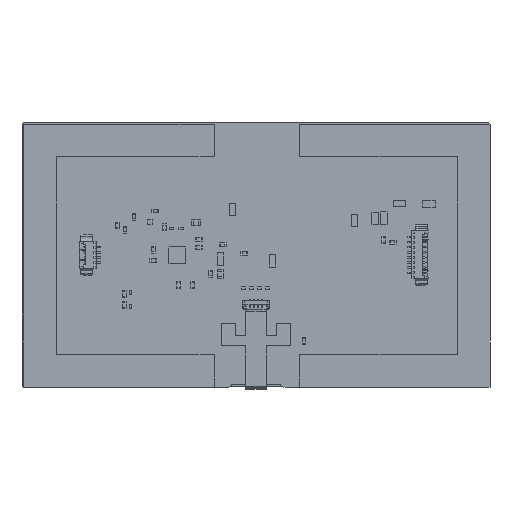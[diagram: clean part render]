
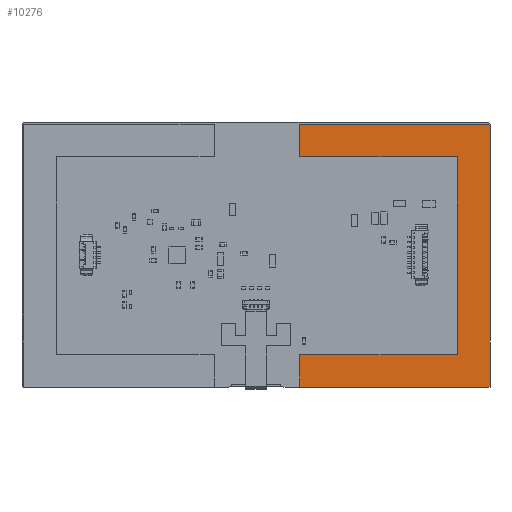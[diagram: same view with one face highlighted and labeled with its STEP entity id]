
A CAD part, front view. The second image highlights one B-rep face of the part: STEP entity #10276.
In plain terms, the highlighted face is planar.
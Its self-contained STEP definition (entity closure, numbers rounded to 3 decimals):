
#2928 = CARTESIAN_POINT ( 'NONE',  ( 57.3, 0.05, -32.3 ) ) ;
#4007 = LINE ( 'NONE', #36371, #41212 ) ;
#5089 = CARTESIAN_POINT ( 'NONE',  ( -49.3, 0.05, 24.3 ) ) ;
#5228 = DIRECTION ( 'NONE',  ( 1., 0., 0. ) ) ;
#6179 = CARTESIAN_POINT ( 'NONE',  ( 10.5, 0.05, -24.3 ) ) ;
#7067 = EDGE_CURVE ( 'NONE', #17394, #35532, #44498, .T. ) ;
#10240 = DIRECTION ( 'NONE',  ( -1., 0., 0. ) ) ;
#10276 = ADVANCED_FACE ( 'NONE', ( #16925 ), #29220, .T. ) ;
#11000 = CARTESIAN_POINT ( 'NONE',  ( 49.3, 0.05, 24.3 ) ) ;
#12506 = CARTESIAN_POINT ( 'NONE',  ( 57.3, 0.05, 32.3 ) ) ;
#13400 = CARTESIAN_POINT ( 'NONE',  ( 57.3, 0.05, -32.3 ) ) ;
#14031 = VERTEX_POINT ( 'NONE', #15953 ) ;
#14474 = ORIENTED_EDGE ( 'NONE', *, *, #34296, .T. ) ;
#14660 = CARTESIAN_POINT ( 'NONE',  ( 10.5, 0.05, 24.3 ) ) ;
#14831 = EDGE_LOOP ( 'NONE', ( #43117, #14474, #27398, #20769, #15750, #28328, #37327, #19076 ) ) ;
#15750 = ORIENTED_EDGE ( 'NONE', *, *, #40223, .F. ) ;
#15806 = VECTOR ( 'NONE', #42115, 1000. ) ;
#15953 = CARTESIAN_POINT ( 'NONE',  ( 57.3, 0.05, 32.3 ) ) ;
#16081 = VECTOR ( 'NONE', #34869, 1000. ) ;
#16925 = FACE_OUTER_BOUND ( 'NONE', #14831, .T. ) ;
#17394 = VERTEX_POINT ( 'NONE', #11000 ) ;
#17759 = LINE ( 'NONE', #29319, #46197 ) ;
#17846 = CARTESIAN_POINT ( 'NONE',  ( 49.3, 0.05, -24.3 ) ) ;
#18459 = LINE ( 'NONE', #31108, #16081 ) ;
#19076 = ORIENTED_EDGE ( 'NONE', *, *, #27626, .F. ) ;
#19719 = EDGE_CURVE ( 'NONE', #29420, #40017, #45819, .T. ) ;
#19971 = VECTOR ( 'NONE', #29310, 1000. ) ;
#20055 = VECTOR ( 'NONE', #5228, 1000. ) ;
#20769 = ORIENTED_EDGE ( 'NONE', *, *, #19719, .T. ) ;
#21651 = AXIS2_PLACEMENT_3D ( 'NONE', #28761, #28721, #28703 ) ;
#24027 = DIRECTION ( 'NONE',  ( 0., 0., -1. ) ) ;
#25954 = VECTOR ( 'NONE', #24027, 1000. ) ;
#26735 = CARTESIAN_POINT ( 'NONE',  ( 10.5, 0.05, -32.3 ) ) ;
#27244 = VECTOR ( 'NONE', #10240, 1000. ) ;
#27261 = EDGE_CURVE ( 'NONE', #40956, #27316, #29805, .T. ) ;
#27316 = VERTEX_POINT ( 'NONE', #14660 ) ;
#27398 = ORIENTED_EDGE ( 'NONE', *, *, #45043, .T. ) ;
#27626 = EDGE_CURVE ( 'NONE', #27316, #17394, #45439, .T. ) ;
#28328 = ORIENTED_EDGE ( 'NONE', *, *, #42717, .F. ) ;
#28703 = DIRECTION ( 'NONE',  ( 0., 0., 1. ) ) ;
#28721 = DIRECTION ( 'NONE',  ( 0., 1., 0. ) ) ;
#28761 = CARTESIAN_POINT ( 'NONE',  ( 0., 0.05, 0. ) ) ;
#29220 = PLANE ( 'NONE',  #21651 ) ;
#29310 = DIRECTION ( 'NONE',  ( 0., 0., -1. ) ) ;
#29319 = CARTESIAN_POINT ( 'NONE',  ( 57.3, 0.05, 32.3 ) ) ;
#29420 = VERTEX_POINT ( 'NONE', #13400 ) ;
#29805 = LINE ( 'NONE', #40395, #19971 ) ;
#30743 = CARTESIAN_POINT ( 'NONE',  ( 10.5, 0.05, 32.3 ) ) ;
#31108 = CARTESIAN_POINT ( 'NONE',  ( 10.5, 0.05, 0. ) ) ;
#31150 = CARTESIAN_POINT ( 'NONE',  ( 49.3, 0.05, 24.3 ) ) ;
#32663 = DIRECTION ( 'NONE',  ( -1., 0., 0. ) ) ;
#33106 = DIRECTION ( 'NONE',  ( 0., 0., -1. ) ) ;
#34296 = EDGE_CURVE ( 'NONE', #40956, #14031, #42104, .T. ) ;
#34869 = DIRECTION ( 'NONE',  ( 0., 0., -1. ) ) ;
#35532 = VERTEX_POINT ( 'NONE', #17846 ) ;
#36371 = CARTESIAN_POINT ( 'NONE',  ( 49.3, 0.05, -24.3 ) ) ;
#37327 = ORIENTED_EDGE ( 'NONE', *, *, #7067, .F. ) ;
#40017 = VERTEX_POINT ( 'NONE', #26735 ) ;
#40223 = EDGE_CURVE ( 'NONE', #44225, #40017, #18459, .T. ) ;
#40395 = CARTESIAN_POINT ( 'NONE',  ( 10.5, 0.05, 0. ) ) ;
#40956 = VERTEX_POINT ( 'NONE', #30743 ) ;
#41212 = VECTOR ( 'NONE', #32663, 1000. ) ;
#42104 = LINE ( 'NONE', #12506, #20055 ) ;
#42115 = DIRECTION ( 'NONE',  ( 1., 0., 0. ) ) ;
#42717 = EDGE_CURVE ( 'NONE', #35532, #44225, #4007, .T. ) ;
#43117 = ORIENTED_EDGE ( 'NONE', *, *, #27261, .F. ) ;
#44225 = VERTEX_POINT ( 'NONE', #6179 ) ;
#44498 = LINE ( 'NONE', #31150, #25954 ) ;
#45043 = EDGE_CURVE ( 'NONE', #14031, #29420, #17759, .T. ) ;
#45439 = LINE ( 'NONE', #5089, #15806 ) ;
#45819 = LINE ( 'NONE', #2928, #27244 ) ;
#46197 = VECTOR ( 'NONE', #33106, 1000. ) ;
